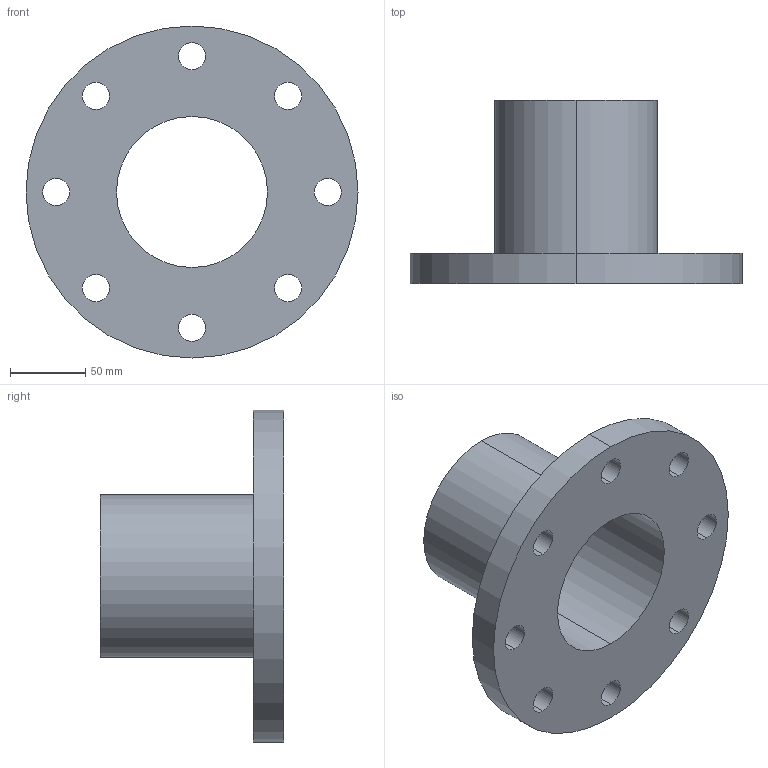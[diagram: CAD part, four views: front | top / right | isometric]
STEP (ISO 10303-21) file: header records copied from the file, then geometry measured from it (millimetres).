
FILE_DESCRIPTION (( 'STEP AP203' ), '1' );
FILE_NAME ('3D_P7410_PN16_108_141431240.STEP', '2024-11-20T10:13:42', ( '' ), ( '' ), 'SwSTEP 2.0', 'SolidWorks 2023', '' );
FILE_SCHEMA (( 'CONFIG_CONTROL_DESIGN' ));
Length unit declared in the file: millimetre
Products named in the file (1): 3D_P7410_PN16_108_141431240
Bounding box: 220 x 121.43 x 220 mm (x, y, z)
Volume: 694060.4 mm3; surface area: 151193.4 mm2
Topology: 1 solids, 1 shells, 41 faces, 98 edges, 60 vertices
Faces by surface type: cylinder 22, cone 16, plane 3
Entity records: 1317 total; most frequent: DIRECTION 242, CARTESIAN_POINT 200, ORIENTED_EDGE 196, AXIS2_PLACEMENT_3D 102, EDGE_CURVE 98, CIRCLE 60, VERTEX_POINT 60, EDGE_LOOP 60
